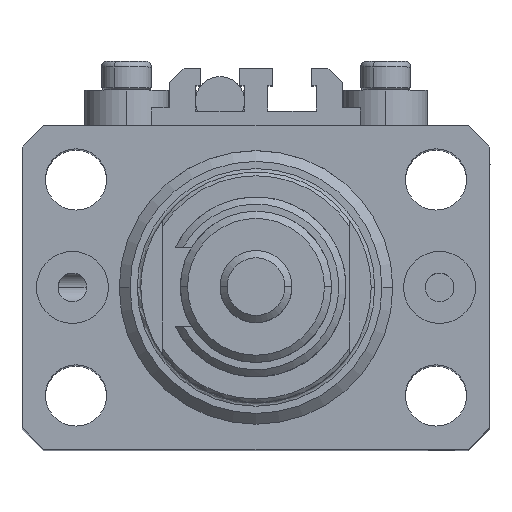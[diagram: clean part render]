
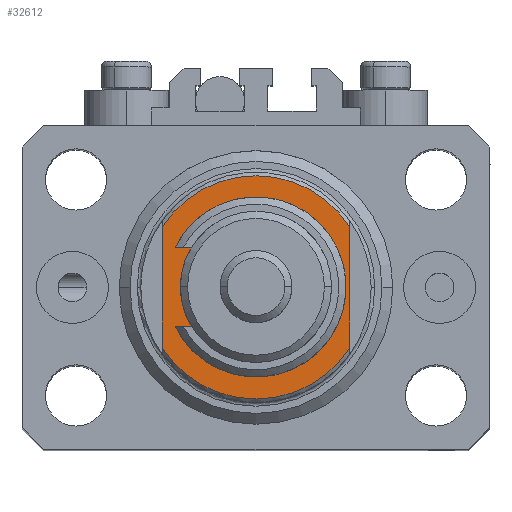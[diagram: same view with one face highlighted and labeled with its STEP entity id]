
A CAD part, top view. The second image highlights one B-rep face of the part: STEP entity #32612.
In plain terms, the highlighted face is planar.
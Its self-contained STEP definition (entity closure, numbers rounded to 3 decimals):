
#265 = VERTEX_POINT ( 'NONE', #42114 ) ;
#634 = CARTESIAN_POINT ( 'NONE',  ( 9.5, 0., -6.5 ) ) ;
#1322 = ORIENTED_EDGE ( 'NONE', *, *, #25315, .T. ) ;
#1866 = EDGE_CURVE ( 'NONE', #18177, #3330, #36293, .T. ) ;
#2709 = DIRECTION ( 'NONE',  ( 0., 0., -1. ) ) ;
#3330 = VERTEX_POINT ( 'NONE', #10615 ) ;
#4452 = DIRECTION ( 'NONE',  ( 0., 0., -1. ) ) ;
#5378 = AXIS2_PLACEMENT_3D ( 'NONE', #26553, #38387, #42008 ) ;
#6947 = DIRECTION ( 'NONE',  ( 0., 0., -1. ) ) ;
#7096 = AXIS2_PLACEMENT_3D ( 'NONE', #42155, #6947, #22599 ) ;
#8059 = ORIENTED_EDGE ( 'NONE', *, *, #1866, .T. ) ;
#8636 = CIRCLE ( 'NONE', #5378, 9.5 ) ;
#9660 = VECTOR ( 'NONE', #21362, 1000. ) ;
#10615 = CARTESIAN_POINT ( 'NONE',  ( -9.5, 0., -6.5 ) ) ;
#11411 = PLANE ( 'NONE',  #21300 ) ;
#12338 = EDGE_CURVE ( 'NONE', #265, #37086, #26119, .T. ) ;
#13051 = ORIENTED_EDGE ( 'NONE', *, *, #38848, .T. ) ;
#13915 = CARTESIAN_POINT ( 'NONE',  ( -13., -43.081, -6.5 ) ) ;
#14079 = EDGE_CURVE ( 'NONE', #33416, #37853, #21108, .T. ) ;
#16948 = ORIENTED_EDGE ( 'NONE', *, *, #14079, .F. ) ;
#18177 = VERTEX_POINT ( 'NONE', #634 ) ;
#19102 = CARTESIAN_POINT ( 'NONE',  ( 0., 0., -6.5 ) ) ;
#20385 = CARTESIAN_POINT ( 'NONE',  ( -13., 8.441, -6.5 ) ) ;
#21108 = LINE ( 'NONE', #13915, #9660 ) ;
#21300 = AXIS2_PLACEMENT_3D ( 'NONE', #19102, #4452, #35796 ) ;
#21362 = DIRECTION ( 'NONE',  ( 0., -1., 0. ) ) ;
#22599 = DIRECTION ( 'NONE',  ( -1., 0., 0. ) ) ;
#25305 = ORIENTED_EDGE ( 'NONE', *, *, #12338, .T. ) ;
#25315 = EDGE_CURVE ( 'NONE', #33416, #265, #31695, .T. ) ;
#25703 = EDGE_CURVE ( 'NONE', #37086, #37853, #39078, .T. ) ;
#26119 = LINE ( 'NONE', #26378, #48964 ) ;
#26378 = CARTESIAN_POINT ( 'NONE',  ( 13., -43.081, -6.5 ) ) ;
#26553 = CARTESIAN_POINT ( 'NONE',  ( 0., 0., -6.5 ) ) ;
#28224 = EDGE_LOOP ( 'NONE', ( #13051, #8059 ) ) ;
#30887 = AXIS2_PLACEMENT_3D ( 'NONE', #37914, #2709, #38670 ) ;
#31695 = CIRCLE ( 'NONE', #30887, 15.5 ) ;
#32612 = ADVANCED_FACE ( 'NONE', ( #35542, #35039 ), #11411, .T. ) ;
#32923 = ORIENTED_EDGE ( 'NONE', *, *, #25703, .T. ) ;
#33416 = VERTEX_POINT ( 'NONE', #20385 ) ;
#33754 = CARTESIAN_POINT ( 'NONE',  ( -13., -8.441, -6.5 ) ) ;
#35039 = FACE_OUTER_BOUND ( 'NONE', #39930, .T. ) ;
#35542 = FACE_BOUND ( 'NONE', #28224, .T. ) ;
#35796 = DIRECTION ( 'NONE',  ( -1., 0., 0. ) ) ;
#36293 = CIRCLE ( 'NONE', #42071, 9.5 ) ;
#36596 = CARTESIAN_POINT ( 'NONE',  ( 13., -8.441, -6.5 ) ) ;
#37086 = VERTEX_POINT ( 'NONE', #36596 ) ;
#37853 = VERTEX_POINT ( 'NONE', #33754 ) ;
#37914 = CARTESIAN_POINT ( 'NONE',  ( 0., 0., -6.5 ) ) ;
#38387 = DIRECTION ( 'NONE',  ( 0., 0., 1. ) ) ;
#38670 = DIRECTION ( 'NONE',  ( -1., 0., 0. ) ) ;
#38848 = EDGE_CURVE ( 'NONE', #3330, #18177, #8636, .T. ) ;
#39078 = CIRCLE ( 'NONE', #7096, 15.5 ) ;
#39930 = EDGE_LOOP ( 'NONE', ( #1322, #25305, #32923, #16948 ) ) ;
#42008 = DIRECTION ( 'NONE',  ( -1., 0., 0. ) ) ;
#42071 = AXIS2_PLACEMENT_3D ( 'NONE', #45235, #47443, #47954 ) ;
#42074 = DIRECTION ( 'NONE',  ( 0., -1., 0. ) ) ;
#42114 = CARTESIAN_POINT ( 'NONE',  ( 13., 8.441, -6.5 ) ) ;
#42155 = CARTESIAN_POINT ( 'NONE',  ( 0., 0., -6.5 ) ) ;
#45235 = CARTESIAN_POINT ( 'NONE',  ( 0., 0., -6.5 ) ) ;
#47443 = DIRECTION ( 'NONE',  ( 0., 0., 1. ) ) ;
#47954 = DIRECTION ( 'NONE',  ( -1., 0., 0. ) ) ;
#48964 = VECTOR ( 'NONE', #42074, 1000. ) ;
